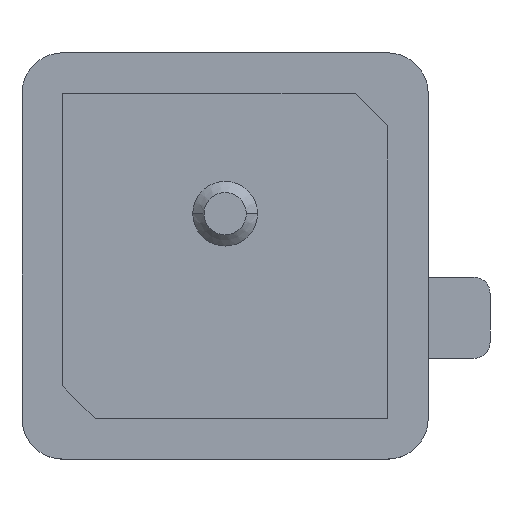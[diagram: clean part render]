
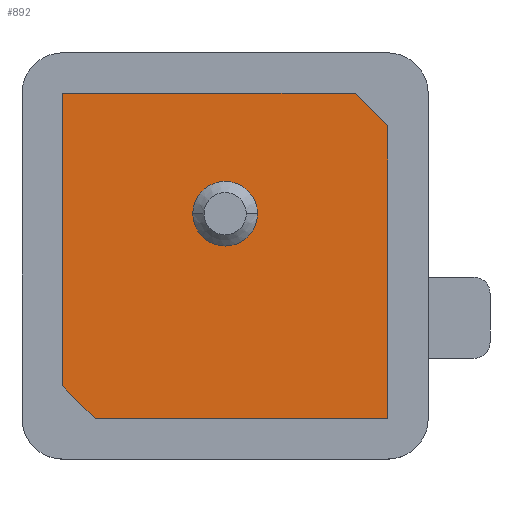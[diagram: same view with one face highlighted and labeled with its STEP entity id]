
A CAD part, top view. The second image highlights one B-rep face of the part: STEP entity #892.
In plain terms, the highlighted planar face has unit normal (0, 0, 1).
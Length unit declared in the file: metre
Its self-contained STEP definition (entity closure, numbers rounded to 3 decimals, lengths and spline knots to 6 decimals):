
#5 = CARTESIAN_POINT ( 'NONE',  ( 0.0225, 0.0025, 0.00401 ) ) ;
#11 = DIRECTION ( 'NONE',  ( 0., 0., -1. ) ) ;
#33 = EDGE_CURVE ( 'NONE', #1010, #845, #1264, .T. ) ;
#61 = VECTOR ( 'NONE', #111, 1. ) ;
#63 = EDGE_CURVE ( 'NONE', #588, #519, #656, .T. ) ;
#111 = DIRECTION ( 'NONE',  ( -0.707, 0.707, 0. ) ) ;
#119 = LINE ( 'NONE', #467, #232 ) ;
#120 = CARTESIAN_POINT ( 'NONE',  ( 0.0025, 0.0045, 0.00401 ) ) ;
#167 = CARTESIAN_POINT ( 'NONE',  ( 0.0025, 0.0045, 0.00401 ) ) ;
#219 = CARTESIAN_POINT ( 'NONE',  ( 0.0125, 0.0125, 0.00401 ) ) ;
#223 = EDGE_CURVE ( 'NONE', #415, #653, #1049, .T. ) ;
#228 = CARTESIAN_POINT ( 'NONE',  ( 0.01051, 0.0151, 0.00401 ) ) ;
#232 = VECTOR ( 'NONE', #1326, 1. ) ;
#270 = DIRECTION ( 'NONE',  ( 0., 1., 0. ) ) ;
#281 = CARTESIAN_POINT ( 'NONE',  ( 0.0225, 0.0205, 0.00401 ) ) ;
#292 = CIRCLE ( 'NONE', #623, 0.00199 ) ;
#298 = ORIENTED_EDGE ( 'NONE', *, *, #33, .F. ) ;
#304 = DIRECTION ( 'NONE',  ( 0., 0., -1. ) ) ;
#307 = AXIS2_PLACEMENT_3D ( 'NONE', #219, #742, #347 ) ;
#333 = EDGE_CURVE ( 'NONE', #653, #415, #292, .T. ) ;
#347 = DIRECTION ( 'NONE',  ( 1., 0., 0. ) ) ;
#361 = VECTOR ( 'NONE', #502, 1. ) ;
#371 = VECTOR ( 'NONE', #270, 1. ) ;
#415 = VERTEX_POINT ( 'NONE', #771 ) ;
#430 = ORIENTED_EDGE ( 'NONE', *, *, #223, .T. ) ;
#432 = ORIENTED_EDGE ( 'NONE', *, *, #498, .F. ) ;
#439 = CARTESIAN_POINT ( 'NONE',  ( 0.0025, 0.0225, 0.00401 ) ) ;
#451 = LINE ( 'NONE', #439, #1524 ) ;
#467 = CARTESIAN_POINT ( 'NONE',  ( 0.0225, 0.0025, 0.00401 ) ) ;
#498 = EDGE_CURVE ( 'NONE', #595, #1016, #451, .T. ) ;
#502 = DIRECTION ( 'NONE',  ( 0., -1., 0. ) ) ;
#519 = VERTEX_POINT ( 'NONE', #1297 ) ;
#526 = ORIENTED_EDGE ( 'NONE', *, *, #659, .T. ) ;
#569 = VECTOR ( 'NONE', #642, 1. ) ;
#588 = VERTEX_POINT ( 'NONE', #120 ) ;
#595 = VERTEX_POINT ( 'NONE', #854 ) ;
#623 = AXIS2_PLACEMENT_3D ( 'NONE', #1113, #11, #847 ) ;
#628 = CARTESIAN_POINT ( 'NONE',  ( 0.0205, 0.0225, 0.00401 ) ) ;
#642 = DIRECTION ( 'NONE',  ( 0.707, -0.707, 0. ) ) ;
#653 = VERTEX_POINT ( 'NONE', #228 ) ;
#656 = LINE ( 'NONE', #167, #569 ) ;
#659 = EDGE_CURVE ( 'NONE', #1010, #1016, #1456, .T. ) ;
#722 = EDGE_CURVE ( 'NONE', #588, #595, #880, .T. ) ;
#739 = ORIENTED_EDGE ( 'NONE', *, *, #63, .T. ) ;
#742 = DIRECTION ( 'NONE',  ( 0., 0., 1. ) ) ;
#771 = CARTESIAN_POINT ( 'NONE',  ( 0.01449, 0.0151, 0.00401 ) ) ;
#817 = CARTESIAN_POINT ( 'NONE',  ( 0.0125, 0.0151, 0.00401 ) ) ;
#845 = VERTEX_POINT ( 'NONE', #5 ) ;
#847 = DIRECTION ( 'NONE',  ( -1., 0., 0. ) ) ;
#849 = AXIS2_PLACEMENT_3D ( 'NONE', #817, #304, #1058 ) ;
#851 = FACE_OUTER_BOUND ( 'NONE', #1061, .T. ) ;
#854 = CARTESIAN_POINT ( 'NONE',  ( 0.0025, 0.0225, 0.00401 ) ) ;
#880 = LINE ( 'NONE', #1369, #371 ) ;
#892 = ADVANCED_FACE ( 'NONE', ( #851, #1318 ), #1106, .T. ) ;
#913 = ORIENTED_EDGE ( 'NONE', *, *, #722, .F. ) ;
#1010 = VERTEX_POINT ( 'NONE', #281 ) ;
#1016 = VERTEX_POINT ( 'NONE', #628 ) ;
#1049 = CIRCLE ( 'NONE', #849, 0.00199 ) ;
#1058 = DIRECTION ( 'NONE',  ( -1., 0., 0. ) ) ;
#1061 = EDGE_LOOP ( 'NONE', ( #432, #913, #739, #1309, #298, #526 ) ) ;
#1106 = PLANE ( 'NONE',  #307 ) ;
#1113 = CARTESIAN_POINT ( 'NONE',  ( 0.0125, 0.0151, 0.00401 ) ) ;
#1156 = ORIENTED_EDGE ( 'NONE', *, *, #333, .T. ) ;
#1168 = DIRECTION ( 'NONE',  ( 1., 0., 0. ) ) ;
#1172 = EDGE_CURVE ( 'NONE', #845, #519, #119, .T. ) ;
#1208 = CARTESIAN_POINT ( 'NONE',  ( 0.0225, 0.0205, 0.00401 ) ) ;
#1256 = CARTESIAN_POINT ( 'NONE',  ( 0.0225, 0.0205, 0.00401 ) ) ;
#1264 = LINE ( 'NONE', #1256, #361 ) ;
#1297 = CARTESIAN_POINT ( 'NONE',  ( 0.0045, 0.0025, 0.00401 ) ) ;
#1309 = ORIENTED_EDGE ( 'NONE', *, *, #1172, .F. ) ;
#1318 = FACE_BOUND ( 'NONE', #1393, .T. ) ;
#1326 = DIRECTION ( 'NONE',  ( -1., 0., 0. ) ) ;
#1369 = CARTESIAN_POINT ( 'NONE',  ( 0.0025, 0.0045, 0.00401 ) ) ;
#1393 = EDGE_LOOP ( 'NONE', ( #1156, #430 ) ) ;
#1456 = LINE ( 'NONE', #1208, #61 ) ;
#1524 = VECTOR ( 'NONE', #1168, 1. ) ;
